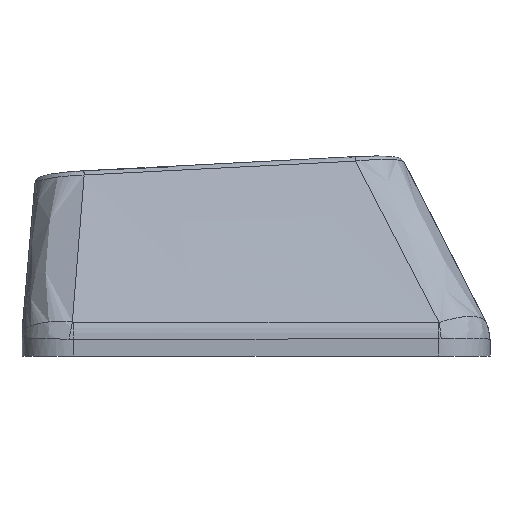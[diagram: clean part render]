
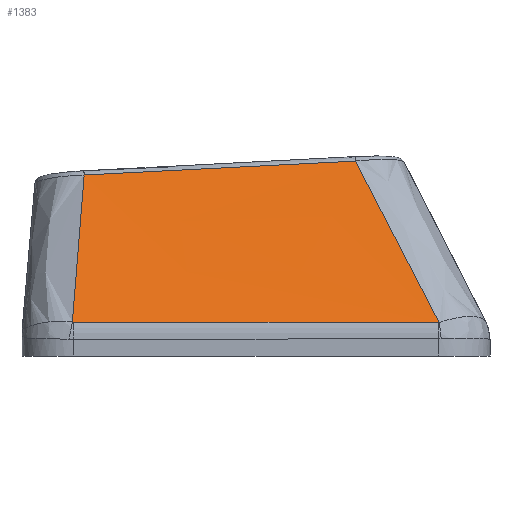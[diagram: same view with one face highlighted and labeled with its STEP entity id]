
A CAD part, left-side view. The second image highlights one B-rep face of the part: STEP entity #1383.
In plain terms, the highlighted free-form (B-spline) face has degree [3, 3] with [4, 4] control points.
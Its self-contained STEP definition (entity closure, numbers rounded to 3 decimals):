
#109=B_SPLINE_SURFACE_WITH_KNOTS('',3,3,((#2871,#2872,#2873,#2874),(#2875,
#2876,#2877,#2878),(#2879,#2880,#2881,#2882),(#2883,#2884,#2885,#2886)),
 .UNSPECIFIED.,.F.,.F.,.F.,(4,4),(4,4),(0.107,0.899),
(0.028,0.956),.UNSPECIFIED.);
#277=FACE_OUTER_BOUND('',#358,.T.);
#358=EDGE_LOOP('',(#1090,#1091,#1092,#1093,#1094,#1095));
#429=B_SPLINE_CURVE_WITH_KNOTS('',3,(#2244,#2245,#2246,#2247),
 .UNSPECIFIED.,.F.,.F.,(4,4),(0.,0.003),
 .UNSPECIFIED.);
#430=B_SPLINE_CURVE_WITH_KNOTS('',3,(#2265,#2266,#2267,#2268),
 .UNSPECIFIED.,.F.,.F.,(4,4),(-1.416,0.),.UNSPECIFIED.);
#433=B_SPLINE_CURVE_WITH_KNOTS('',3,(#2298,#2299,#2300,#2301),
 .UNSPECIFIED.,.F.,.F.,(4,4),(0.,0.004),.UNSPECIFIED.);
#444=B_SPLINE_CURVE_WITH_KNOTS('',3,(#2528,#2529,#2530,#2531),
 .UNSPECIFIED.,.F.,.F.,(4,4),(0.023,0.785),
 .UNSPECIFIED.);
#458=B_SPLINE_CURVE_WITH_KNOTS('',3,(#2794,#2795,#2796,#2797),
 .UNSPECIFIED.,.F.,.F.,(4,4),(0.,1.055),.UNSPECIFIED.);
#463=B_SPLINE_CURVE_WITH_KNOTS('',3,(#2887,#2888,#2889,#2890),
 .UNSPECIFIED.,.F.,.F.,(4,4),(-0.661,-0.021),
 .UNSPECIFIED.);
#580=VERTEX_POINT('',#2206);
#582=VERTEX_POINT('',#2237);
#584=VERTEX_POINT('',#2264);
#586=VERTEX_POINT('',#2291);
#602=VERTEX_POINT('',#2522);
#614=VERTEX_POINT('',#2792);
#740=EDGE_CURVE('',#580,#582,#429,.T.);
#741=EDGE_CURVE('',#582,#584,#430,.T.);
#746=EDGE_CURVE('',#584,#586,#433,.T.);
#772=EDGE_CURVE('',#602,#580,#444,.T.);
#793=EDGE_CURVE('',#614,#602,#458,.T.);
#799=EDGE_CURVE('',#586,#614,#463,.T.);
#1090=ORIENTED_EDGE('',*,*,#740,.F.);
#1091=ORIENTED_EDGE('',*,*,#772,.F.);
#1092=ORIENTED_EDGE('',*,*,#793,.F.);
#1093=ORIENTED_EDGE('',*,*,#799,.F.);
#1094=ORIENTED_EDGE('',*,*,#746,.F.);
#1095=ORIENTED_EDGE('',*,*,#741,.F.);
#1383=ADVANCED_FACE('',(#277),#109,.F.);
#2206=CARTESIAN_POINT('',(-13.706,-7.107,0.299));
#2237=CARTESIAN_POINT('',(-13.706,-7.079,0.298));
#2244=CARTESIAN_POINT('Ctrl Pts',(-13.706,-7.107,0.299));
#2245=CARTESIAN_POINT('Ctrl Pts',(-13.706,-7.098,0.298));
#2246=CARTESIAN_POINT('Ctrl Pts',(-13.706,-7.088,0.298));
#2247=CARTESIAN_POINT('Ctrl Pts',(-13.706,-7.079,0.298));
#2264=CARTESIAN_POINT('',(-13.683,7.082,0.318));
#2265=CARTESIAN_POINT('Ctrl Pts',(-13.706,-7.079,0.298));
#2266=CARTESIAN_POINT('Ctrl Pts',(-13.699,-2.359,0.304));
#2267=CARTESIAN_POINT('Ctrl Pts',(-13.692,2.361,0.311));
#2268=CARTESIAN_POINT('Ctrl Pts',(-13.683,7.082,0.318));
#2291=CARTESIAN_POINT('',(-13.681,7.125,0.322));
#2298=CARTESIAN_POINT('Ctrl Pts',(-13.683,7.082,0.318));
#2299=CARTESIAN_POINT('Ctrl Pts',(-13.683,7.096,0.318));
#2300=CARTESIAN_POINT('Ctrl Pts',(-13.683,7.111,0.319));
#2301=CARTESIAN_POINT('Ctrl Pts',(-13.681,7.125,0.322));
#2522=CARTESIAN_POINT('',(-10.82,-3.863,6.565));
#2528=CARTESIAN_POINT('Ctrl Pts',(-10.82,-3.863,6.565));
#2529=CARTESIAN_POINT('Ctrl Pts',(-11.785,-4.947,4.478));
#2530=CARTESIAN_POINT('Ctrl Pts',(-12.746,-6.028,2.389));
#2531=CARTESIAN_POINT('Ctrl Pts',(-13.706,-7.107,0.299));
#2792=CARTESIAN_POINT('',(-10.824,6.669,6.025));
#2794=CARTESIAN_POINT('Ctrl Pts',(-10.824,6.669,6.025));
#2795=CARTESIAN_POINT('Ctrl Pts',(-10.823,3.158,6.204));
#2796=CARTESIAN_POINT('Ctrl Pts',(-10.821,-0.353,6.384));
#2797=CARTESIAN_POINT('Ctrl Pts',(-10.82,-3.863,6.565));
#2871=CARTESIAN_POINT('Ctrl Pts',(-10.82,7.032,6.014));
#2872=CARTESIAN_POINT('Ctrl Pts',(-11.782,7.063,4.1));
#2873=CARTESIAN_POINT('Ctrl Pts',(-12.744,7.095,2.186));
#2874=CARTESIAN_POINT('Ctrl Pts',(-13.706,7.126,0.272));
#2875=CARTESIAN_POINT('Ctrl Pts',(-10.82,3.273,6.204));
#2876=CARTESIAN_POINT('Ctrl Pts',(-11.782,2.976,4.23));
#2877=CARTESIAN_POINT('Ctrl Pts',(-12.744,2.679,2.255));
#2878=CARTESIAN_POINT('Ctrl Pts',(-13.706,2.382,0.28));
#2879=CARTESIAN_POINT('Ctrl Pts',(-10.82,-0.485,
6.394));
#2880=CARTESIAN_POINT('Ctrl Pts',(-11.782,-1.111,4.359));
#2881=CARTESIAN_POINT('Ctrl Pts',(-12.744,-1.737,2.324));
#2882=CARTESIAN_POINT('Ctrl Pts',(-13.706,-2.363,0.289));
#2883=CARTESIAN_POINT('Ctrl Pts',(-10.82,-4.243,6.584));
#2884=CARTESIAN_POINT('Ctrl Pts',(-11.782,-5.198,4.488));
#2885=CARTESIAN_POINT('Ctrl Pts',(-12.744,-6.152,2.393));
#2886=CARTESIAN_POINT('Ctrl Pts',(-13.706,-7.107,0.298));
#2887=CARTESIAN_POINT('Ctrl Pts',(-13.681,7.125,0.322));
#2888=CARTESIAN_POINT('Ctrl Pts',(-12.726,6.97,2.222));
#2889=CARTESIAN_POINT('Ctrl Pts',(-11.773,6.818,4.123));
#2890=CARTESIAN_POINT('Ctrl Pts',(-10.824,6.669,6.025));
